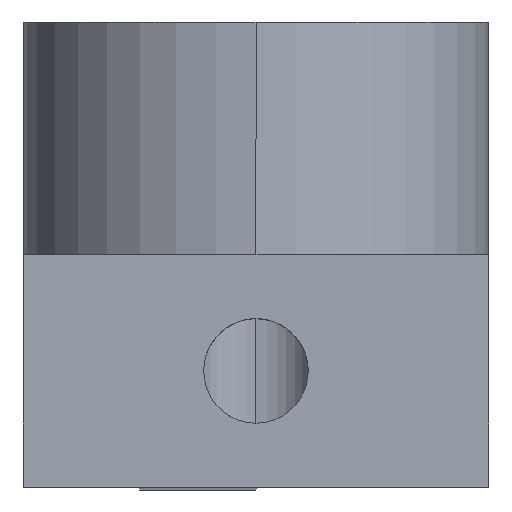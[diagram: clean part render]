
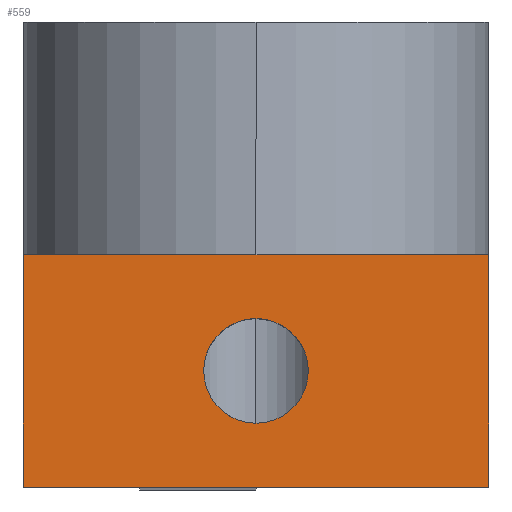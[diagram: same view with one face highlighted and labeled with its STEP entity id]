
A CAD part, top view. The second image highlights one B-rep face of the part: STEP entity #559.
In plain terms, the highlighted planar face has unit normal (0, 0, 1).
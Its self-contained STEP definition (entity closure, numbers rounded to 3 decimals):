
#9 = VERTEX_POINT ( 'NONE', #745 ) ;
#11 = EDGE_CURVE ( 'NONE', #126, #254, #236, .T. ) ;
#24 = CARTESIAN_POINT ( 'NONE',  ( -10., 10., 40. ) ) ;
#36 = EDGE_LOOP ( 'NONE', ( #746, #339, #154, #653, #115 ) ) ;
#37 = VECTOR ( 'NONE', #282, 1000. ) ;
#48 = CARTESIAN_POINT ( 'NONE',  ( -10., 0., 40. ) ) ;
#72 = LINE ( 'NONE', #201, #798 ) ;
#83 = DIRECTION ( 'NONE',  ( 0., 0., 1. ) ) ;
#86 = VERTEX_POINT ( 'NONE', #24 ) ;
#115 = ORIENTED_EDGE ( 'NONE', *, *, #537, .T. ) ;
#126 = VERTEX_POINT ( 'NONE', #577 ) ;
#145 = CARTESIAN_POINT ( 'NONE',  ( 0., 5., 40. ) ) ;
#154 = ORIENTED_EDGE ( 'NONE', *, *, #11, .T. ) ;
#156 = DIRECTION ( 'NONE',  ( 1., 0., 0. ) ) ;
#178 = EDGE_LOOP ( 'NONE', ( #846, #419 ) ) ;
#201 = CARTESIAN_POINT ( 'NONE',  ( -10., 10., 40. ) ) ;
#225 = CARTESIAN_POINT ( 'NONE',  ( -10., 10., 40. ) ) ;
#232 = DIRECTION ( 'NONE',  ( -1., 0., 0. ) ) ;
#235 = AXIS2_PLACEMENT_3D ( 'NONE', #390, #588, #705 ) ;
#236 = LINE ( 'NONE', #364, #387 ) ;
#254 = VERTEX_POINT ( 'NONE', #277 ) ;
#277 = CARTESIAN_POINT ( 'NONE',  ( 0., 10., 40. ) ) ;
#282 = DIRECTION ( 'NONE',  ( 1., 0., 0. ) ) ;
#339 = ORIENTED_EDGE ( 'NONE', *, *, #469, .T. ) ;
#341 = DIRECTION ( 'NONE',  ( 1., 0., 0. ) ) ;
#364 = CARTESIAN_POINT ( 'NONE',  ( -10., 10., 40. ) ) ;
#373 = CARTESIAN_POINT ( 'NONE',  ( 10., 0., 40. ) ) ;
#387 = VECTOR ( 'NONE', #232, 1000. ) ;
#390 = CARTESIAN_POINT ( 'NONE',  ( 0., 5., 40. ) ) ;
#395 = FACE_BOUND ( 'NONE', #178, .T. ) ;
#403 = DIRECTION ( 'NONE',  ( 0., 0., 1. ) ) ;
#404 = VERTEX_POINT ( 'NONE', #48 ) ;
#419 = ORIENTED_EDGE ( 'NONE', *, *, #433, .F. ) ;
#433 = EDGE_CURVE ( 'NONE', #435, #9, #645, .T. ) ;
#435 = VERTEX_POINT ( 'NONE', #575 ) ;
#463 = DIRECTION ( 'NONE',  ( 0., -1., 0. ) ) ;
#469 = EDGE_CURVE ( 'NONE', #728, #126, #578, .T. ) ;
#475 = CARTESIAN_POINT ( 'NONE',  ( -10., 0., 40. ) ) ;
#476 = FACE_OUTER_BOUND ( 'NONE', #36, .T. ) ;
#482 = AXIS2_PLACEMENT_3D ( 'NONE', #720, #403, #341 ) ;
#487 = DIRECTION ( 'NONE',  ( -1., 0., 0. ) ) ;
#537 = EDGE_CURVE ( 'NONE', #86, #404, #72, .T. ) ;
#553 = VECTOR ( 'NONE', #487, 1000. ) ;
#559 = ADVANCED_FACE ( 'NONE', ( #395, #476 ), #652, .T. ) ;
#563 = LINE ( 'NONE', #475, #37 ) ;
#575 = CARTESIAN_POINT ( 'NONE',  ( -2.25, 5., 40. ) ) ;
#577 = CARTESIAN_POINT ( 'NONE',  ( 10., 10., 40. ) ) ;
#578 = LINE ( 'NONE', #839, #644 ) ;
#588 = DIRECTION ( 'NONE',  ( 0., 0., 1. ) ) ;
#632 = AXIS2_PLACEMENT_3D ( 'NONE', #145, #83, #156 ) ;
#639 = EDGE_CURVE ( 'NONE', #404, #728, #563, .T. ) ;
#644 = VECTOR ( 'NONE', #768, 1000. ) ;
#645 = CIRCLE ( 'NONE', #235, 2.25 ) ;
#652 = PLANE ( 'NONE',  #482 ) ;
#653 = ORIENTED_EDGE ( 'NONE', *, *, #765, .T. ) ;
#674 = EDGE_CURVE ( 'NONE', #9, #435, #714, .T. ) ;
#705 = DIRECTION ( 'NONE',  ( 1., 0., 0. ) ) ;
#714 = CIRCLE ( 'NONE', #632, 2.25 ) ;
#720 = CARTESIAN_POINT ( 'NONE',  ( 0., 0., 40. ) ) ;
#728 = VERTEX_POINT ( 'NONE', #373 ) ;
#745 = CARTESIAN_POINT ( 'NONE',  ( 2.25, 5., 40. ) ) ;
#746 = ORIENTED_EDGE ( 'NONE', *, *, #639, .T. ) ;
#765 = EDGE_CURVE ( 'NONE', #254, #86, #811, .T. ) ;
#768 = DIRECTION ( 'NONE',  ( 0., 1., 0. ) ) ;
#798 = VECTOR ( 'NONE', #463, 1000. ) ;
#811 = LINE ( 'NONE', #225, #553 ) ;
#839 = CARTESIAN_POINT ( 'NONE',  ( 10., 10., 40. ) ) ;
#846 = ORIENTED_EDGE ( 'NONE', *, *, #674, .F. ) ;
